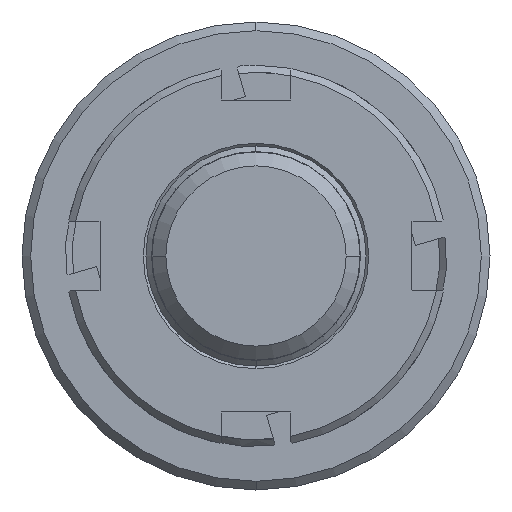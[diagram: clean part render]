
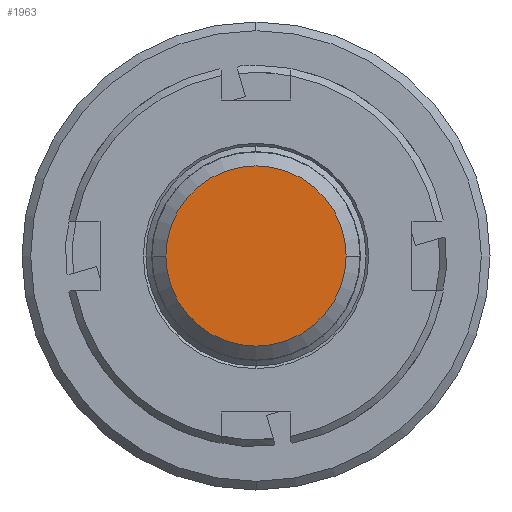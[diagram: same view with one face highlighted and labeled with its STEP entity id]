
A CAD part, left-side view. The second image highlights one B-rep face of the part: STEP entity #1963.
In plain terms, the highlighted planar face has unit normal (1, 0, 0).
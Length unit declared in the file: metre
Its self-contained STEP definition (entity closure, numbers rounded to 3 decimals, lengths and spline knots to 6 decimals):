
#937 = CIRCLE ( 'NONE', #940, 0.0052 ) ;
#940 = AXIS2_PLACEMENT_3D ( 'NONE', #3673, #3701, #3754 ) ;
#1349 = PLANE ( 'NONE',  #3367 ) ;
#1350 = DIRECTION ( 'NONE',  ( 1., 0., 0. ) ) ;
#1542 = DIRECTION ( 'NONE',  ( 0., 0., -1. ) ) ;
#1669 = CARTESIAN_POINT ( 'NONE',  ( -0.0584, -0.005262, 0.005262 ) ) ;
#1963 = ADVANCED_FACE ( 'NONE', ( #6407 ), #1349, .T. ) ;
#1990 = ORIENTED_EDGE ( 'NONE', *, *, #2978, .F. ) ;
#1995 = ORIENTED_EDGE ( 'NONE', *, *, #2437, .F. ) ;
#2063 = CARTESIAN_POINT ( 'NONE',  ( -0.0584, 0.0052, 0. ) ) ;
#2437 = EDGE_CURVE ( 'NONE', #2537, #2621, #937, .T. ) ;
#2537 = VERTEX_POINT ( 'NONE', #3550 ) ;
#2621 = VERTEX_POINT ( 'NONE', #2063 ) ;
#2757 = DIRECTION ( 'NONE',  ( 0., 1., 0. ) ) ;
#2762 = DIRECTION ( 'NONE',  ( -1., 0., 0. ) ) ;
#2769 = CARTESIAN_POINT ( 'NONE',  ( -0.0584, 0., 0. ) ) ;
#2978 = EDGE_CURVE ( 'NONE', #2621, #2537, #4759, .T. ) ;
#3367 = AXIS2_PLACEMENT_3D ( 'NONE', #1669, #1350, #1542 ) ;
#3550 = CARTESIAN_POINT ( 'NONE',  ( -0.0584, -0.0052, 0. ) ) ;
#3673 = CARTESIAN_POINT ( 'NONE',  ( -0.0584, 0., 0. ) ) ;
#3701 = DIRECTION ( 'NONE',  ( -1., 0., 0. ) ) ;
#3754 = DIRECTION ( 'NONE',  ( 0., 1., 0. ) ) ;
#4756 = AXIS2_PLACEMENT_3D ( 'NONE', #2769, #2762, #2757 ) ;
#4759 = CIRCLE ( 'NONE', #4756, 0.0052 ) ;
#6183 = EDGE_LOOP ( 'NONE', ( #1990, #1995 ) ) ;
#6407 = FACE_OUTER_BOUND ( 'NONE', #6183, .T. ) ;
